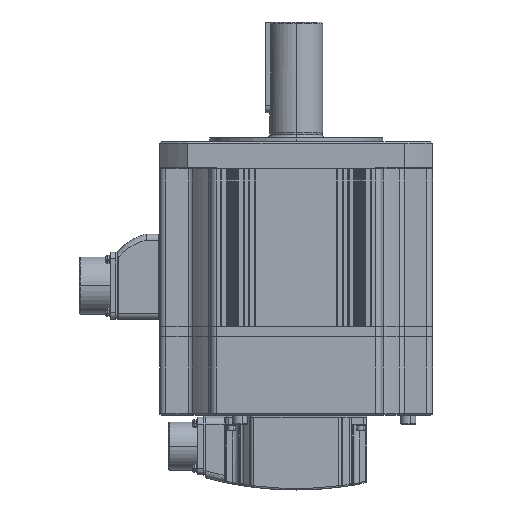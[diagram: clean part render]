
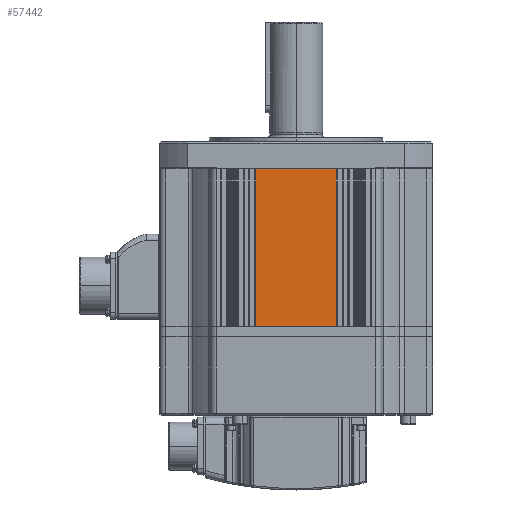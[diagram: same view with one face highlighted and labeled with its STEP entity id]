
A CAD part, left-side view. The second image highlights one B-rep face of the part: STEP entity #57442.
In plain terms, the highlighted planar face has unit normal (-1, 0, 0).
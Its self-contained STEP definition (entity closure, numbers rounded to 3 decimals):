
#3569 = CARTESIAN_POINT ( 'NONE',  ( -90., -26.5, -104. ) ) ;
#13350 = EDGE_CURVE ( 'NONE', #65423, #65387, #46984, .T. ) ;
#13952 = EDGE_CURVE ( 'NONE', #65423, #65431, #34066, .T. ) ;
#13968 = EDGE_CURVE ( 'NONE', #65431, #19328, #34276, .T. ) ;
#14071 = EDGE_CURVE ( 'NONE', #65387, #19328, #33828, .T. ) ;
#19328 = VERTEX_POINT ( 'NONE', #3569 ) ;
#25631 = EDGE_LOOP ( 'NONE', ( #74051, #74089, #74102, #74093 ) ) ;
#33828 = LINE ( 'NONE', #33857, #72502 ) ;
#33843 = DIRECTION ( 'NONE',  ( 0., 0., -1. ) ) ;
#33857 = CARTESIAN_POINT ( 'NONE',  ( -90., -26.5, 0. ) ) ;
#34066 = LINE ( 'NONE', #34133, #59595 ) ;
#34133 = CARTESIAN_POINT ( 'NONE',  ( -90., 26.5, 0. ) ) ;
#34135 = DIRECTION ( 'NONE',  ( 0., 0., -1. ) ) ;
#34195 = DIRECTION ( 'NONE',  ( 0., -1., 0. ) ) ;
#34229 = CARTESIAN_POINT ( 'NONE',  ( -90., -26.5, -104. ) ) ;
#34276 = LINE ( 'NONE', #34229, #59604 ) ;
#38129 = CARTESIAN_POINT ( 'NONE',  ( -90., 26.5, 0. ) ) ;
#38130 = CARTESIAN_POINT ( 'NONE',  ( -90., -26.5, 0. ) ) ;
#38132 = CARTESIAN_POINT ( 'NONE',  ( -90., 26.5, -104. ) ) ;
#46914 = CARTESIAN_POINT ( 'NONE',  ( -90., 0., 0. ) ) ;
#46956 = DIRECTION ( 'NONE',  ( 0., -1., 0. ) ) ;
#46984 = LINE ( 'NONE', #46914, #47616 ) ;
#47616 = VECTOR ( 'NONE', #46956, 1000. ) ;
#57442 = ADVANCED_FACE ( 'NONE', ( #71692 ), #71709, .F. ) ;
#59595 = VECTOR ( 'NONE', #34135, 1000. ) ;
#59604 = VECTOR ( 'NONE', #34195, 1000. ) ;
#65387 = VERTEX_POINT ( 'NONE', #38130 ) ;
#65423 = VERTEX_POINT ( 'NONE', #38129 ) ;
#65431 = VERTEX_POINT ( 'NONE', #38132 ) ;
#71692 = FACE_OUTER_BOUND ( 'NONE', #25631, .T. ) ;
#71709 = PLANE ( 'NONE',  #73398 ) ;
#71752 = DIRECTION ( 'NONE',  ( 1., 0., 0. ) ) ;
#71756 = DIRECTION ( 'NONE',  ( 0., 1., 0. ) ) ;
#71797 = CARTESIAN_POINT ( 'NONE',  ( -90., -26.5, 0. ) ) ;
#72502 = VECTOR ( 'NONE', #33843, 1000. ) ;
#73398 = AXIS2_PLACEMENT_3D ( 'NONE', #71797, #71752, #71756 ) ;
#74051 = ORIENTED_EDGE ( 'NONE', *, *, #13968, .T. ) ;
#74089 = ORIENTED_EDGE ( 'NONE', *, *, #14071, .F. ) ;
#74093 = ORIENTED_EDGE ( 'NONE', *, *, #13952, .T. ) ;
#74102 = ORIENTED_EDGE ( 'NONE', *, *, #13350, .F. ) ;
